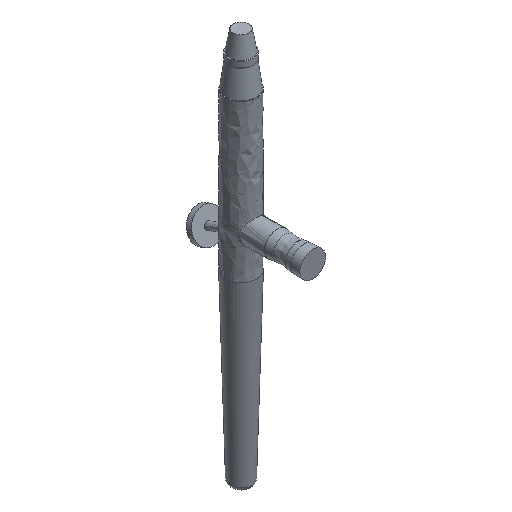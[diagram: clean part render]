
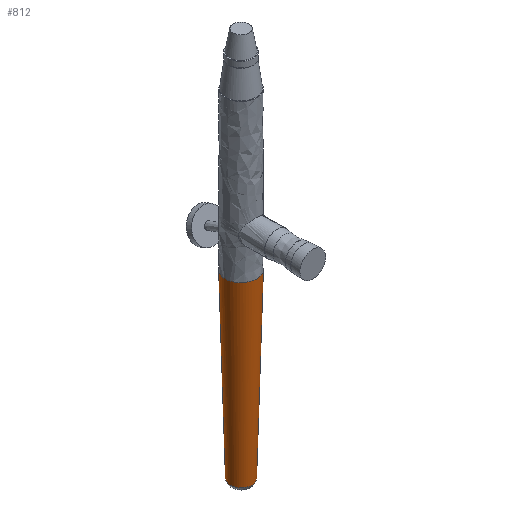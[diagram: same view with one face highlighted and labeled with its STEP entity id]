
A CAD part, isometric view. The second image highlights one B-rep face of the part: STEP entity #812.
In plain terms, the highlighted free-form (B-spline) face has degree [2, 1] with [7, 2] control points.
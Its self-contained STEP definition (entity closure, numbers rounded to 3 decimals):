
#422 = VERTEX_POINT('',#423);
#423 = CARTESIAN_POINT('',(7.428,0.,0.));
#441 = EDGE_CURVE('',#422,#422,#442,.T.);
#442 = ( BOUNDED_CURVE() B_SPLINE_CURVE(2,(#443,#444,#445,#446,#447,#448
,#449),.UNSPECIFIED.,.T.,.F.) B_SPLINE_CURVE_WITH_KNOTS((1,2,2,2,2,1),(
    -2.094,0.,2.094,4.189,6.283,
8.378),.UNSPECIFIED.) CURVE() GEOMETRIC_REPRESENTATION_ITEM() 
RATIONAL_B_SPLINE_CURVE((1.,0.5,1.,0.5,1.,0.5,1.)) REPRESENTATION_ITEM(
  '') );
#443 = CARTESIAN_POINT('',(7.428,0.,0.));
#444 = CARTESIAN_POINT('',(7.428,12.865,0.));
#445 = CARTESIAN_POINT('',(-3.714,6.433,0.));
#446 = CARTESIAN_POINT('',(-14.856,0.,0.));
#447 = CARTESIAN_POINT('',(-3.714,-6.433,0.));
#448 = CARTESIAN_POINT('',(7.428,-12.865,0.));
#449 = CARTESIAN_POINT('',(7.428,0.,0.));
#812 = ADVANCED_FACE('',(#813),#834,.T.);
#813 = FACE_BOUND('',#814,.T.);
#814 = EDGE_LOOP('',(#815,#822,#823,#824));
#815 = ORIENTED_EDGE('',*,*,#816,.T.);
#816 = EDGE_CURVE('',#817,#422,#819,.T.);
#817 = VERTEX_POINT('',#818);
#818 = CARTESIAN_POINT('',(5.167,0.,-84.936));
#819 = B_SPLINE_CURVE_WITH_KNOTS('',1,(#820,#821),.UNSPECIFIED.,.F.,.F.,
  (2,2),(0.,1.),.PIECEWISE_BEZIER_KNOTS.);
#820 = CARTESIAN_POINT('',(5.167,0.,-84.936));
#821 = CARTESIAN_POINT('',(7.428,0.,0.));
#822 = ORIENTED_EDGE('',*,*,#441,.F.);
#823 = ORIENTED_EDGE('',*,*,#816,.F.);
#824 = ORIENTED_EDGE('',*,*,#825,.F.);
#825 = EDGE_CURVE('',#817,#817,#826,.T.);
#826 = ( BOUNDED_CURVE() B_SPLINE_CURVE(2,(#827,#828,#829,#830,#831,#832
,#833),.UNSPECIFIED.,.T.,.F.) B_SPLINE_CURVE_WITH_KNOTS((1,2,2,2,2,1),(
    -2.094,0.,2.094,4.189,6.283,
8.378),.UNSPECIFIED.) CURVE() GEOMETRIC_REPRESENTATION_ITEM() 
RATIONAL_B_SPLINE_CURVE((1.,0.5,1.,0.5,1.,0.5,1.)) REPRESENTATION_ITEM(
  '') );
#827 = CARTESIAN_POINT('',(5.167,0.,-84.936));
#828 = CARTESIAN_POINT('',(5.167,-8.95,
    -84.936));
#829 = CARTESIAN_POINT('',(-2.584,-4.475,
    -84.936));
#830 = CARTESIAN_POINT('',(-10.334,0.,
    -84.936));
#831 = CARTESIAN_POINT('',(-2.584,4.475,-84.936
    ));
#832 = CARTESIAN_POINT('',(5.167,8.95,-84.936
    ));
#833 = CARTESIAN_POINT('',(5.167,0.,-84.936));
#834 = ( BOUNDED_SURFACE() B_SPLINE_SURFACE(2,1,(
    (#835,#836)
    ,(#837,#838)
    ,(#839,#840)
    ,(#841,#842)
    ,(#843,#844)
    ,(#845,#846)
,(#847,#848
    )),.UNSPECIFIED.,.T.,.F.,.F.) B_SPLINE_SURFACE_WITH_KNOTS((1,2,2,2,2
    ,1),(2,2),(-2.094,0.,2.094,4.189,
    6.283,8.378),(0.,65.773),.UNSPECIFIED.) 
GEOMETRIC_REPRESENTATION_ITEM() RATIONAL_B_SPLINE_SURFACE((
    (1.,1.)
    ,(0.5,0.5)
    ,(1.,1.)
    ,(0.5,0.5)
    ,(1.,1.)
    ,(0.5,0.5)
,(1.,1.))) REPRESENTATION_ITEM('') SURFACE() );
#835 = CARTESIAN_POINT('',(5.167,0.,-84.936));
#836 = CARTESIAN_POINT('',(7.428,0.,0.));
#837 = CARTESIAN_POINT('',(5.167,8.95,-84.936
    ));
#838 = CARTESIAN_POINT('',(7.428,12.865,0.));
#839 = CARTESIAN_POINT('',(-2.584,4.475,-84.936
    ));
#840 = CARTESIAN_POINT('',(-3.714,6.433,0.));
#841 = CARTESIAN_POINT('',(-10.334,0.,
    -84.936));
#842 = CARTESIAN_POINT('',(-14.856,0.,0.));
#843 = CARTESIAN_POINT('',(-2.584,-4.475,
    -84.936));
#844 = CARTESIAN_POINT('',(-3.714,-6.433,0.));
#845 = CARTESIAN_POINT('',(5.167,-8.95,
    -84.936));
#846 = CARTESIAN_POINT('',(7.428,-12.865,0.));
#847 = CARTESIAN_POINT('',(5.167,0.,-84.936));
#848 = CARTESIAN_POINT('',(7.428,0.,0.));
